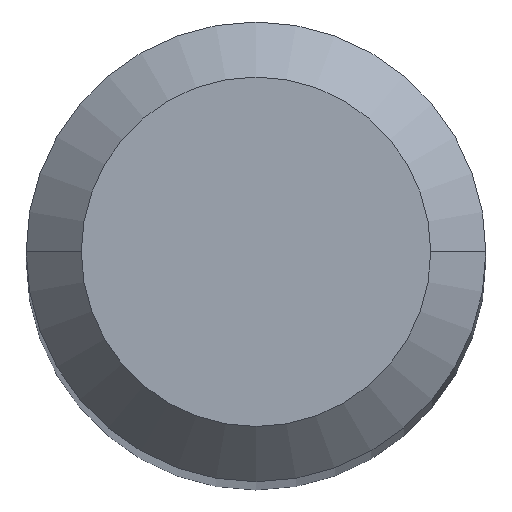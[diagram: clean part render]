
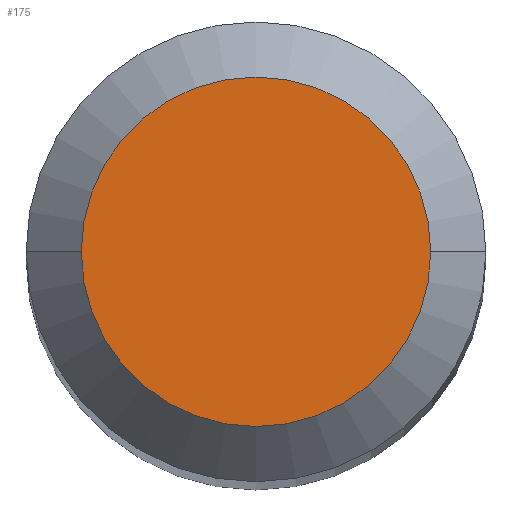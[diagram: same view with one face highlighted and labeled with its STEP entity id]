
A CAD part, top view. The second image highlights one B-rep face of the part: STEP entity #175.
In plain terms, the highlighted planar face has unit normal (0, 0, 1).
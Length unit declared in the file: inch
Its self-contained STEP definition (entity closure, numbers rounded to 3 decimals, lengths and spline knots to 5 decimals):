
#21 = DIRECTION ( 'NONE',  ( 1., 0., 0. ) ) ;
#53 = CARTESIAN_POINT ( 'NONE',  ( 0., 0.0475, 0. ) ) ;
#67 = CARTESIAN_POINT ( 'NONE',  ( -0.0475, 0., 0. ) ) ;
#74 = ORIENTED_EDGE ( 'NONE', *, *, #169, .T. ) ;
#93 = AXIS2_PLACEMENT_3D ( 'NONE', #295, #372, #119 ) ;
#119 = DIRECTION ( 'NONE',  ( 1., 0., 0. ) ) ;
#139 = DIRECTION ( 'NONE',  ( 0., 0., -1. ) ) ;
#151 = EDGE_LOOP ( 'NONE', ( #447, #74 ) ) ;
#166 = AXIS2_PLACEMENT_3D ( 'NONE', #241, #209, #21 ) ;
#168 = PLANE ( 'NONE',  #423 ) ;
#169 = EDGE_CURVE ( 'NONE', #298, #406, #303, .T. ) ;
#175 = ADVANCED_FACE ( 'NONE', ( #308 ), #168, .F. ) ;
#209 = DIRECTION ( 'NONE',  ( 0., 0., 1. ) ) ;
#218 = EDGE_CURVE ( 'NONE', #406, #298, #432, .T. ) ;
#238 = DIRECTION ( 'NONE',  ( -1., 0., 0. ) ) ;
#241 = CARTESIAN_POINT ( 'NONE',  ( 0., 0., 0. ) ) ;
#295 = CARTESIAN_POINT ( 'NONE',  ( 0., 0., 0. ) ) ;
#298 = VERTEX_POINT ( 'NONE', #304 ) ;
#303 = CIRCLE ( 'NONE', #166, 0.0475 ) ;
#304 = CARTESIAN_POINT ( 'NONE',  ( 0.0475, 0., 0. ) ) ;
#308 = FACE_OUTER_BOUND ( 'NONE', #151, .T. ) ;
#372 = DIRECTION ( 'NONE',  ( 0., 0., 1. ) ) ;
#406 = VERTEX_POINT ( 'NONE', #67 ) ;
#423 = AXIS2_PLACEMENT_3D ( 'NONE', #53, #139, #238 ) ;
#432 = CIRCLE ( 'NONE', #93, 0.0475 ) ;
#447 = ORIENTED_EDGE ( 'NONE', *, *, #218, .T. ) ;
